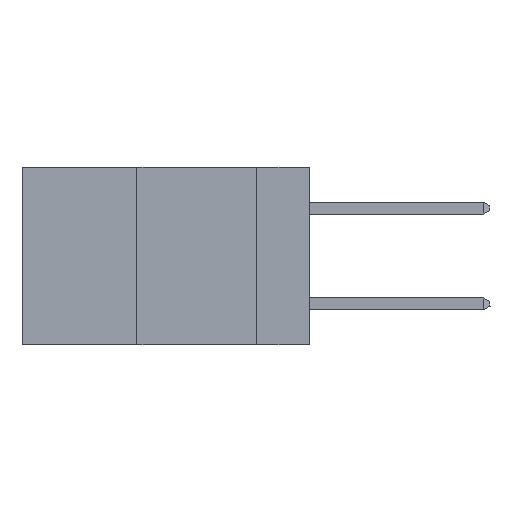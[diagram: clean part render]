
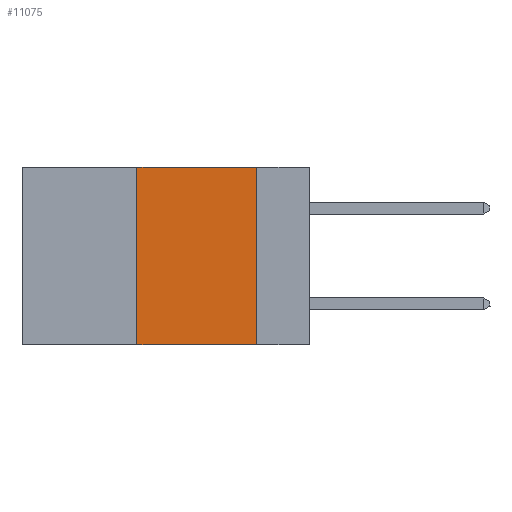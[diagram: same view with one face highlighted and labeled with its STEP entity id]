
A CAD part, left-side view. The second image highlights one B-rep face of the part: STEP entity #11075.
In plain terms, the highlighted planar face has unit normal (-1, 0, 0).
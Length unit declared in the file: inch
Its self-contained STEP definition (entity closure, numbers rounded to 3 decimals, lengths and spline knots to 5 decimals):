
#666 = EDGE_CURVE ( 'NONE', #29722, #34927, #13517, .T. ) ;
#1429 = PLANE ( 'NONE',  #34623 ) ;
#1548 = EDGE_LOOP ( 'NONE', ( #14012, #5925, #15726, #24853 ) ) ;
#2189 = FACE_OUTER_BOUND ( 'NONE', #1548, .T. ) ;
#2535 = VECTOR ( 'NONE', #33522, 39.37008 ) ;
#4146 = LINE ( 'NONE', #23235, #8769 ) ;
#5925 = ORIENTED_EDGE ( 'NONE', *, *, #33447, .F. ) ;
#6742 = CARTESIAN_POINT ( 'NONE',  ( 0., 0.6, 0. ) ) ;
#8366 = LINE ( 'NONE', #14340, #29872 ) ;
#8769 = VECTOR ( 'NONE', #14806, 39.37008 ) ;
#9214 = CARTESIAN_POINT ( 'NONE',  ( 0., 0.6, -0.37 ) ) ;
#9738 = VECTOR ( 'NONE', #29653, 39.37008 ) ;
#10476 = CARTESIAN_POINT ( 'NONE',  ( 0., 0.36, 0. ) ) ;
#11075 = ADVANCED_FACE ( 'NONE', ( #2189 ), #1429, .F. ) ;
#13125 = EDGE_CURVE ( 'NONE', #33055, #34927, #4146, .T. ) ;
#13517 = LINE ( 'NONE', #9214, #2535 ) ;
#14012 = ORIENTED_EDGE ( 'NONE', *, *, #13125, .F. ) ;
#14340 = CARTESIAN_POINT ( 'NONE',  ( 0., 0.36, 0. ) ) ;
#14806 = DIRECTION ( 'NONE',  ( 0., 0., -1. ) ) ;
#15613 = CARTESIAN_POINT ( 'NONE',  ( 0., 0.11, 0. ) ) ;
#15726 = ORIENTED_EDGE ( 'NONE', *, *, #28661, .F. ) ;
#16289 = CARTESIAN_POINT ( 'NONE',  ( 0., 0.36, -0.37 ) ) ;
#16594 = DIRECTION ( 'NONE',  ( 0., 0., 1. ) ) ;
#17934 = VERTEX_POINT ( 'NONE', #10476 ) ;
#23235 = CARTESIAN_POINT ( 'NONE',  ( 0., 0.11, 0. ) ) ;
#24853 = ORIENTED_EDGE ( 'NONE', *, *, #666, .T. ) ;
#25159 = CARTESIAN_POINT ( 'NONE',  ( 0., 0.11, -0.37 ) ) ;
#25561 = DIRECTION ( 'NONE',  ( 1., 0., 0. ) ) ;
#27133 = CARTESIAN_POINT ( 'NONE',  ( 0., 0.6, 0. ) ) ;
#28661 = EDGE_CURVE ( 'NONE', #29722, #17934, #8366, .T. ) ;
#29653 = DIRECTION ( 'NONE',  ( 0., -1., 0. ) ) ;
#29722 = VERTEX_POINT ( 'NONE', #16289 ) ;
#29872 = VECTOR ( 'NONE', #16594, 39.37008 ) ;
#30407 = LINE ( 'NONE', #27133, #9738 ) ;
#31038 = DIRECTION ( 'NONE',  ( 0., 0., -1. ) ) ;
#33055 = VERTEX_POINT ( 'NONE', #15613 ) ;
#33447 = EDGE_CURVE ( 'NONE', #17934, #33055, #30407, .T. ) ;
#33522 = DIRECTION ( 'NONE',  ( 0., -1., 0. ) ) ;
#34623 = AXIS2_PLACEMENT_3D ( 'NONE', #6742, #25561, #31038 ) ;
#34927 = VERTEX_POINT ( 'NONE', #25159 ) ;
